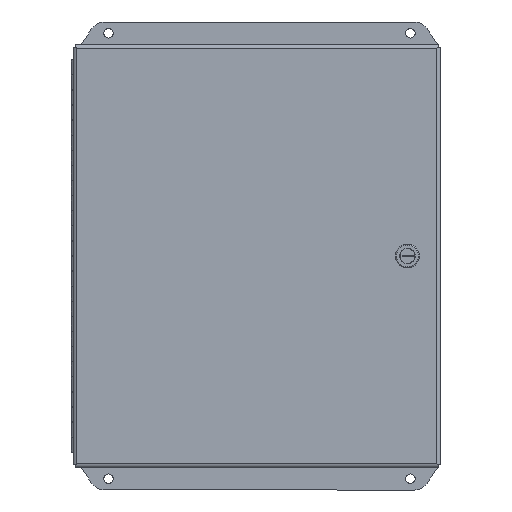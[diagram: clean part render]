
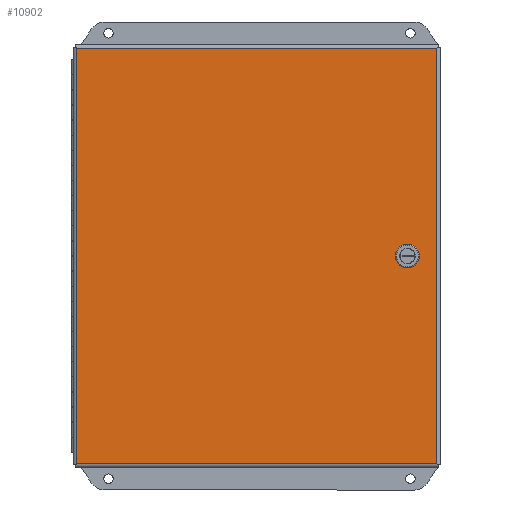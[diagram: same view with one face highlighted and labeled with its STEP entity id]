
A CAD part, front view. The second image highlights one B-rep face of the part: STEP entity #10902.
In plain terms, the highlighted planar face has unit normal (0, -1, 0).
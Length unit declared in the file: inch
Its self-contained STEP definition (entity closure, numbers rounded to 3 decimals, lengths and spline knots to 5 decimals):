
#415 = LINE ( 'NONE', #14662, #5344 ) ;
#488 = ORIENTED_EDGE ( 'NONE', *, *, #13363, .F. ) ;
#506 = DIRECTION ( 'NONE',  ( -0.707, 0., -0.707 ) ) ;
#767 = CARTESIAN_POINT ( 'NONE',  ( -6.0455, -6.61697, -6.8785 ) ) ;
#800 = DIRECTION ( 'NONE',  ( 0.707, 0., -0.707 ) ) ;
#1147 = DIRECTION ( 'NONE',  ( 0., 0., -1. ) ) ;
#1211 = CARTESIAN_POINT ( 'NONE',  ( 5.231, -6.61697, 0.07559 ) ) ;
#1431 = CARTESIAN_POINT ( 'NONE',  ( 4.82441, -6.61697, -0.331 ) ) ;
#1551 = PLANE ( 'NONE',  #14816 ) ;
#1553 = EDGE_CURVE ( 'NONE', #22567, #13687, #415, .T. ) ;
#2905 = DIRECTION ( 'NONE',  ( 1., 0., 0. ) ) ;
#3023 = CARTESIAN_POINT ( 'NONE',  ( -6.0455, -6.61697, -6.8785 ) ) ;
#3553 = DIRECTION ( 'NONE',  ( 0., -1., 0. ) ) ;
#3951 = CARTESIAN_POINT ( 'NONE',  ( 5.231, -6.61697, -0.07559 ) ) ;
#4409 = CARTESIAN_POINT ( 'NONE',  ( 5.8785, -6.61697, -6.8785 ) ) ;
#5086 = DIRECTION ( 'NONE',  ( -1., 0., 0. ) ) ;
#5128 = EDGE_CURVE ( 'NONE', #16282, #7602, #11087, .T. ) ;
#5151 = ORIENTED_EDGE ( 'NONE', *, *, #5128, .F. ) ;
#5344 = VECTOR ( 'NONE', #18781, 39.37008 ) ;
#5612 = VECTOR ( 'NONE', #21825, 39.37008 ) ;
#5812 = FACE_BOUND ( 'NONE', #17058, .T. ) ;
#6132 = DIRECTION ( 'NONE',  ( -1., 0., 0. ) ) ;
#6519 = DIRECTION ( 'NONE',  ( 0., 0., -1. ) ) ;
#6697 = VECTOR ( 'NONE', #21577, 39.37008 ) ;
#7124 = VECTOR ( 'NONE', #10141, 39.37008 ) ;
#7602 = VERTEX_POINT ( 'NONE', #24666 ) ;
#7665 = ORIENTED_EDGE ( 'NONE', *, *, #12810, .F. ) ;
#7683 = CARTESIAN_POINT ( 'NONE',  ( 5.231, -6.61697, -0.07559 ) ) ;
#7926 = ORIENTED_EDGE ( 'NONE', *, *, #15740, .F. ) ;
#7949 = CARTESIAN_POINT ( 'NONE',  ( -6.0455, -6.61697, -6.8785 ) ) ;
#7979 = CARTESIAN_POINT ( 'NONE',  ( 4.97559, -6.61697, -0.331 ) ) ;
#8010 = EDGE_CURVE ( 'NONE', #25726, #25392, #8659, .T. ) ;
#8053 = ORIENTED_EDGE ( 'NONE', *, *, #21219, .F. ) ;
#8080 = LINE ( 'NONE', #3951, #12367 ) ;
#8659 = LINE ( 'NONE', #16778, #21123 ) ;
#9588 = CARTESIAN_POINT ( 'NONE',  ( 4.97559, -6.61697, 0.331 ) ) ;
#9728 = CARTESIAN_POINT ( 'NONE',  ( 5.8785, -6.61697, -6.8785 ) ) ;
#10141 = DIRECTION ( 'NONE',  ( 0., 0., 1. ) ) ;
#10630 = EDGE_CURVE ( 'NONE', #7602, #15315, #12150, .T. ) ;
#10902 = ADVANCED_FACE ( 'NONE', ( #5812, #11810 ), #1551, .T. ) ;
#10914 = VERTEX_POINT ( 'NONE', #7683 ) ;
#11060 = CARTESIAN_POINT ( 'NONE',  ( 4.82441, -6.61697, -0.331 ) ) ;
#11087 = LINE ( 'NONE', #19195, #22957 ) ;
#11496 = EDGE_LOOP ( 'NONE', ( #14992, #19764, #24262, #15653 ) ) ;
#11810 = FACE_OUTER_BOUND ( 'NONE', #11496, .T. ) ;
#12020 = EDGE_CURVE ( 'NONE', #21110, #25726, #12271, .T. ) ;
#12130 = CARTESIAN_POINT ( 'NONE',  ( 4.569, -6.61697, -0.07559 ) ) ;
#12150 = LINE ( 'NONE', #18264, #21359 ) ;
#12271 = LINE ( 'NONE', #4409, #7124 ) ;
#12285 = VERTEX_POINT ( 'NONE', #23811 ) ;
#12367 = VECTOR ( 'NONE', #18198, 39.37008 ) ;
#12390 = LINE ( 'NONE', #12130, #26126 ) ;
#12591 = ORIENTED_EDGE ( 'NONE', *, *, #10630, .F. ) ;
#12751 = VECTOR ( 'NONE', #1147, 39.37008 ) ;
#12810 = EDGE_CURVE ( 'NONE', #13687, #10914, #8080, .T. ) ;
#13023 = LINE ( 'NONE', #3023, #15009 ) ;
#13363 = EDGE_CURVE ( 'NONE', #12285, #22567, #23287, .T. ) ;
#13687 = VERTEX_POINT ( 'NONE', #7979 ) ;
#14543 = VERTEX_POINT ( 'NONE', #15207 ) ;
#14662 = CARTESIAN_POINT ( 'NONE',  ( 4.97559, -6.61697, -0.331 ) ) ;
#14816 = AXIS2_PLACEMENT_3D ( 'NONE', #7949, #3553, #20064 ) ;
#14992 = ORIENTED_EDGE ( 'NONE', *, *, #12020, .T. ) ;
#15009 = VECTOR ( 'NONE', #2905, 39.37008 ) ;
#15068 = LINE ( 'NONE', #1211, #6697 ) ;
#15207 = CARTESIAN_POINT ( 'NONE',  ( -6.0455, -6.61697, -6.8785 ) ) ;
#15315 = VERTEX_POINT ( 'NONE', #24831 ) ;
#15653 = ORIENTED_EDGE ( 'NONE', *, *, #22529, .T. ) ;
#15740 = EDGE_CURVE ( 'NONE', #10914, #21017, #15068, .T. ) ;
#16282 = VERTEX_POINT ( 'NONE', #17555 ) ;
#16778 = CARTESIAN_POINT ( 'NONE',  ( -6.0455, -6.61697, 6.8785 ) ) ;
#16970 = CARTESIAN_POINT ( 'NONE',  ( 5.8785, -6.61697, 6.8785 ) ) ;
#17058 = EDGE_LOOP ( 'NONE', ( #18707, #488, #8053, #12591, #5151, #18149, #7926, #7665 ) ) ;
#17441 = CARTESIAN_POINT ( 'NONE',  ( 5.231, -6.61697, 0.07559 ) ) ;
#17555 = CARTESIAN_POINT ( 'NONE',  ( 4.97559, -6.61697, 0.331 ) ) ;
#17688 = EDGE_CURVE ( 'NONE', #25392, #14543, #23381, .T. ) ;
#18149 = ORIENTED_EDGE ( 'NONE', *, *, #18712, .F. ) ;
#18198 = DIRECTION ( 'NONE',  ( 0.707, 0., 0.707 ) ) ;
#18264 = CARTESIAN_POINT ( 'NONE',  ( 4.569, -6.61697, 0.07559 ) ) ;
#18707 = ORIENTED_EDGE ( 'NONE', *, *, #1553, .F. ) ;
#18712 = EDGE_CURVE ( 'NONE', #21017, #16282, #19700, .T. ) ;
#18781 = DIRECTION ( 'NONE',  ( 1., 0., 0. ) ) ;
#19195 = CARTESIAN_POINT ( 'NONE',  ( 4.82441, -6.61697, 0.331 ) ) ;
#19700 = LINE ( 'NONE', #9588, #5612 ) ;
#19764 = ORIENTED_EDGE ( 'NONE', *, *, #8010, .T. ) ;
#20064 = DIRECTION ( 'NONE',  ( 0., 0., -1. ) ) ;
#20607 = CARTESIAN_POINT ( 'NONE',  ( -6.0455, -6.61697, 6.8785 ) ) ;
#20902 = VECTOR ( 'NONE', #800, 39.37008 ) ;
#21017 = VERTEX_POINT ( 'NONE', #17441 ) ;
#21110 = VERTEX_POINT ( 'NONE', #9728 ) ;
#21123 = VECTOR ( 'NONE', #6132, 39.37008 ) ;
#21219 = EDGE_CURVE ( 'NONE', #15315, #12285, #12390, .T. ) ;
#21359 = VECTOR ( 'NONE', #506, 39.37008 ) ;
#21577 = DIRECTION ( 'NONE',  ( 0., 0., 1. ) ) ;
#21825 = DIRECTION ( 'NONE',  ( -0.707, 0., 0.707 ) ) ;
#22529 = EDGE_CURVE ( 'NONE', #14543, #21110, #13023, .T. ) ;
#22567 = VERTEX_POINT ( 'NONE', #1431 ) ;
#22957 = VECTOR ( 'NONE', #5086, 39.37008 ) ;
#23287 = LINE ( 'NONE', #11060, #20902 ) ;
#23381 = LINE ( 'NONE', #767, #12751 ) ;
#23811 = CARTESIAN_POINT ( 'NONE',  ( 4.569, -6.61697, -0.07559 ) ) ;
#24262 = ORIENTED_EDGE ( 'NONE', *, *, #17688, .T. ) ;
#24666 = CARTESIAN_POINT ( 'NONE',  ( 4.82441, -6.61697, 0.331 ) ) ;
#24831 = CARTESIAN_POINT ( 'NONE',  ( 4.569, -6.61697, 0.07559 ) ) ;
#25392 = VERTEX_POINT ( 'NONE', #20607 ) ;
#25726 = VERTEX_POINT ( 'NONE', #16970 ) ;
#26126 = VECTOR ( 'NONE', #6519, 39.37008 ) ;
